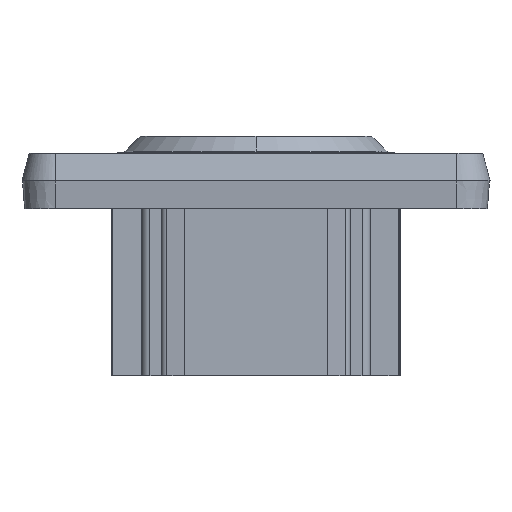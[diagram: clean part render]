
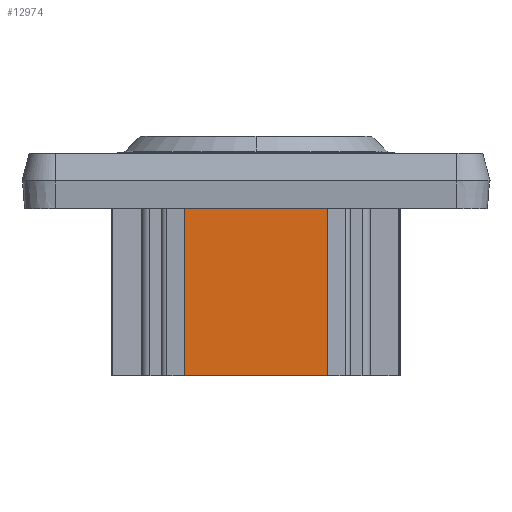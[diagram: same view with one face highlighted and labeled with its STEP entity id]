
A CAD part, front view. The second image highlights one B-rep face of the part: STEP entity #12974.
In plain terms, the highlighted planar face has unit normal (0, -1, 0).
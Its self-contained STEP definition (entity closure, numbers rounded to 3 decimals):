
#261 = DIRECTION ( 'NONE',  ( 0., -1., 0. ) ) ;
#639 = ORIENTED_EDGE ( 'NONE', *, *, #36484, .F. ) ;
#3697 = CARTESIAN_POINT ( 'NONE',  ( 12.862, -21.969, 0. ) ) ;
#4257 = DIRECTION ( 'NONE',  ( -1., 0., 0. ) ) ;
#4374 = CARTESIAN_POINT ( 'NONE',  ( 12.862, -21.969, -30. ) ) ;
#4608 = ORIENTED_EDGE ( 'NONE', *, *, #33329, .F. ) ;
#8629 = VECTOR ( 'NONE', #43623, 1000. ) ;
#9915 = ORIENTED_EDGE ( 'NONE', *, *, #18201, .T. ) ;
#12974 = ADVANCED_FACE ( 'NONE', ( #14007 ), #17669, .T. ) ;
#14007 = FACE_OUTER_BOUND ( 'NONE', #36369, .T. ) ;
#14242 = DIRECTION ( 'NONE',  ( 0., 0., -1. ) ) ;
#15498 = DIRECTION ( 'NONE',  ( -1., 0., 0. ) ) ;
#17257 = VERTEX_POINT ( 'NONE', #44832 ) ;
#17669 = PLANE ( 'NONE',  #30963 ) ;
#17783 = LINE ( 'NONE', #21679, #38231 ) ;
#18201 = EDGE_CURVE ( 'NONE', #24031, #19454, #22386, .T. ) ;
#19454 = VERTEX_POINT ( 'NONE', #19532 ) ;
#19532 = CARTESIAN_POINT ( 'NONE',  ( -12.862, -21.969, 0. ) ) ;
#19707 = LINE ( 'NONE', #36912, #19789 ) ;
#19789 = VECTOR ( 'NONE', #40817, 1000. ) ;
#21679 = CARTESIAN_POINT ( 'NONE',  ( 12.862, -21.969, -30. ) ) ;
#22385 = ORIENTED_EDGE ( 'NONE', *, *, #30358, .T. ) ;
#22386 = LINE ( 'NONE', #43723, #25784 ) ;
#24031 = VERTEX_POINT ( 'NONE', #26874 ) ;
#25784 = VECTOR ( 'NONE', #15498, 1000. ) ;
#26874 = CARTESIAN_POINT ( 'NONE',  ( 12.862, -21.969, 0. ) ) ;
#30042 = LINE ( 'NONE', #43156, #8629 ) ;
#30358 = EDGE_CURVE ( 'NONE', #19454, #17257, #19707, .T. ) ;
#30963 = AXIS2_PLACEMENT_3D ( 'NONE', #3697, #261, #14242 ) ;
#33329 = EDGE_CURVE ( 'NONE', #34070, #17257, #17783, .T. ) ;
#34070 = VERTEX_POINT ( 'NONE', #4374 ) ;
#36369 = EDGE_LOOP ( 'NONE', ( #9915, #22385, #4608, #639 ) ) ;
#36484 = EDGE_CURVE ( 'NONE', #24031, #34070, #30042, .T. ) ;
#36912 = CARTESIAN_POINT ( 'NONE',  ( -12.862, -21.969, 0. ) ) ;
#38231 = VECTOR ( 'NONE', #4257, 1000. ) ;
#40817 = DIRECTION ( 'NONE',  ( 0., 0., -1. ) ) ;
#43156 = CARTESIAN_POINT ( 'NONE',  ( 12.862, -21.969, 0. ) ) ;
#43623 = DIRECTION ( 'NONE',  ( 0., 0., -1. ) ) ;
#43723 = CARTESIAN_POINT ( 'NONE',  ( -12.862, -21.969, 0. ) ) ;
#44832 = CARTESIAN_POINT ( 'NONE',  ( -12.862, -21.969, -30. ) ) ;
